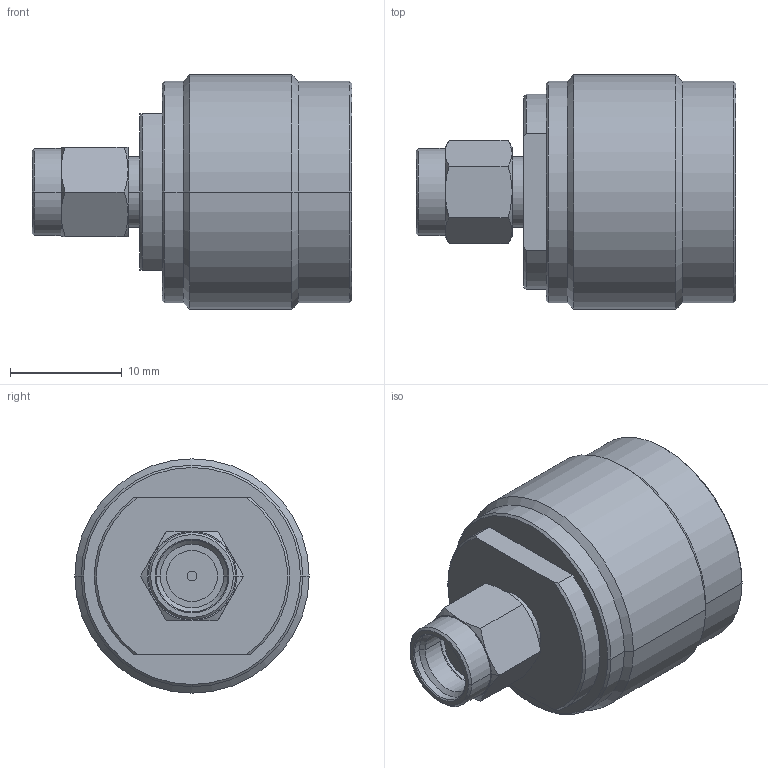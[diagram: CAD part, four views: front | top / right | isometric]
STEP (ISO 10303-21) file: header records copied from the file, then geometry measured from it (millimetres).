
FILE_DESCRIPTION (( 'STEP AP214' ), '1' );
FILE_NAME ('FMAD1733_3D.step', '2024-03-12T21:47:08', ( '' ), ( '' ), 'SwSTEP 2.0', 'SolidWorks 2022', '' );
FILE_SCHEMA (( 'AUTOMOTIVE_DESIGN' ));
Length unit declared in the file: inch
Products named in the file (1): FMAD1733_3D
Bounding box: 28.65 x 21 x 21 mm (x, y, z)
Volume: 4416.4 mm3; surface area: 3272.1 mm2
Topology: 1 solids, 1 shells, 104 faces, 221 edges, 130 vertices
Faces by surface type: cone 48, cylinder 35, plane 21
Entity records: 2929 total; most frequent: CARTESIAN_POINT 620, DIRECTION 515, ORIENTED_EDGE 442, EDGE_CURVE 221, AXIS2_PLACEMENT_3D 217, VERTEX_POINT 130, EDGE_LOOP 115, CIRCLE 112
